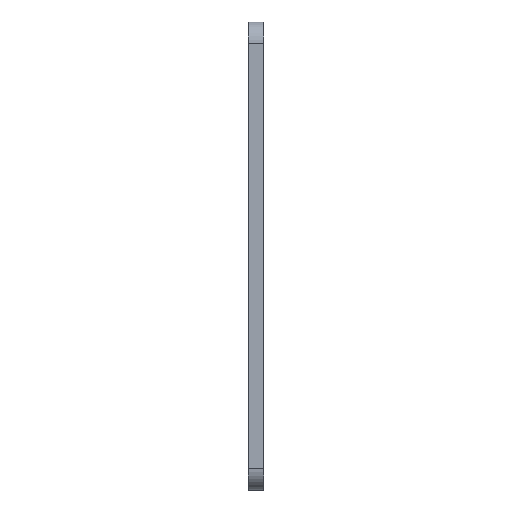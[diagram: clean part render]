
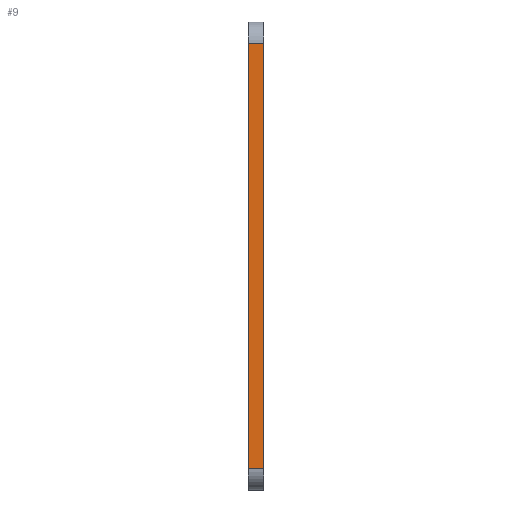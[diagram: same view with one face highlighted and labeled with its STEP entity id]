
A CAD part, left-side view. The second image highlights one B-rep face of the part: STEP entity #9.
In plain terms, the highlighted planar face has unit normal (-1, 0, 0).
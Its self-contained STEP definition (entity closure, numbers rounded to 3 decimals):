
#9 = ADVANCED_FACE ( 'NONE', ( #666 ), #82, .T. ) ;
#34 = ORIENTED_EDGE ( 'NONE', *, *, #595, .F. ) ;
#37 = VECTOR ( 'NONE', #344, 1000. ) ;
#47 = DIRECTION ( 'NONE',  ( 0., -1., 0. ) ) ;
#55 = VERTEX_POINT ( 'NONE', #606 ) ;
#63 = DIRECTION ( 'NONE',  ( 0., 1., 0. ) ) ;
#73 = DIRECTION ( 'NONE',  ( -1., 0., 0. ) ) ;
#82 = PLANE ( 'NONE',  #836 ) ;
#84 = EDGE_CURVE ( 'NONE', #629, #55, #477, .T. ) ;
#123 = EDGE_LOOP ( 'NONE', ( #34, #214, #642, #170 ) ) ;
#143 = CARTESIAN_POINT ( 'NONE',  ( -7., 0., 35. ) ) ;
#170 = ORIENTED_EDGE ( 'NONE', *, *, #768, .T. ) ;
#171 = LINE ( 'NONE', #438, #653 ) ;
#214 = ORIENTED_EDGE ( 'NONE', *, *, #597, .T. ) ;
#233 = VERTEX_POINT ( 'NONE', #358 ) ;
#277 = VECTOR ( 'NONE', #47, 1000. ) ;
#332 = VECTOR ( 'NONE', #63, 1000. ) ;
#344 = DIRECTION ( 'NONE',  ( 0., 0., 1. ) ) ;
#358 = CARTESIAN_POINT ( 'NONE',  ( -7., 1.5, 35. ) ) ;
#367 = LINE ( 'NONE', #634, #277 ) ;
#394 = CARTESIAN_POINT ( 'NONE',  ( -7., 0., -5. ) ) ;
#408 = CARTESIAN_POINT ( 'NONE',  ( -7., 0., -7. ) ) ;
#438 = CARTESIAN_POINT ( 'NONE',  ( -7., 1.5, -7. ) ) ;
#477 = LINE ( 'NONE', #408, #37 ) ;
#520 = CARTESIAN_POINT ( 'NONE',  ( -7., 1.5, -5. ) ) ;
#532 = LINE ( 'NONE', #143, #332 ) ;
#537 = CARTESIAN_POINT ( 'NONE',  ( -7., 0., -7. ) ) ;
#553 = VERTEX_POINT ( 'NONE', #520 ) ;
#595 = EDGE_CURVE ( 'NONE', #553, #233, #171, .T. ) ;
#597 = EDGE_CURVE ( 'NONE', #553, #629, #367, .T. ) ;
#606 = CARTESIAN_POINT ( 'NONE',  ( -7., 0., 35. ) ) ;
#629 = VERTEX_POINT ( 'NONE', #394 ) ;
#634 = CARTESIAN_POINT ( 'NONE',  ( -7., 0., -5. ) ) ;
#642 = ORIENTED_EDGE ( 'NONE', *, *, #84, .T. ) ;
#653 = VECTOR ( 'NONE', #707, 1000. ) ;
#666 = FACE_OUTER_BOUND ( 'NONE', #123, .T. ) ;
#707 = DIRECTION ( 'NONE',  ( 0., 0., 1. ) ) ;
#768 = EDGE_CURVE ( 'NONE', #55, #233, #532, .T. ) ;
#793 = DIRECTION ( 'NONE',  ( 0., 0., 1. ) ) ;
#836 = AXIS2_PLACEMENT_3D ( 'NONE', #537, #73, #793 ) ;
